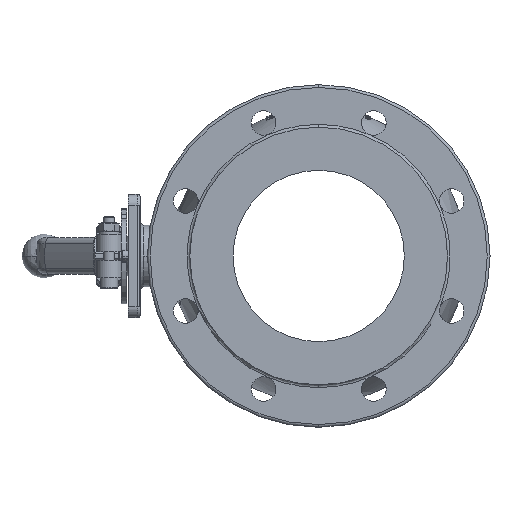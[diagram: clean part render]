
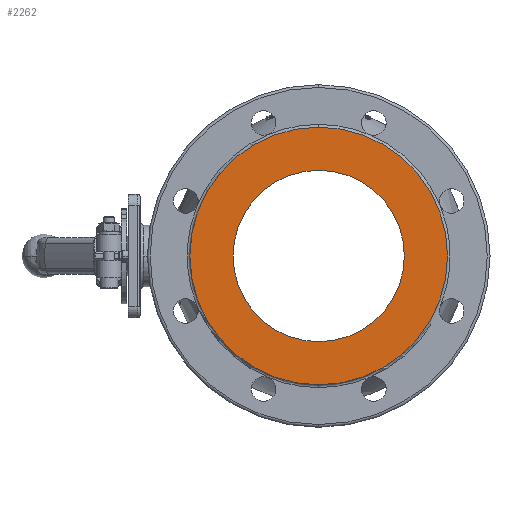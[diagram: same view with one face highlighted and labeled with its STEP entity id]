
A CAD part, left-side view. The second image highlights one B-rep face of the part: STEP entity #2262.
In plain terms, the highlighted planar face has unit normal (-1, 0, 0).
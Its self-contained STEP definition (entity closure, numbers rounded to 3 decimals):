
#2262=ADVANCED_FACE('',(#4612,#4613),#4614,.T.);
#4612=FACE_OUTER_BOUND('',#9385,.T.);
#4613=FACE_BOUND('',#9386,.T.);
#4614=PLANE('',#9387);
#9385=EDGE_LOOP('',(#16079,#16080));
#9386=EDGE_LOOP('',(#16081,#16082));
#9387=AXIS2_PLACEMENT_3D('',#16083,#16084,#16085);
#16079=ORIENTED_EDGE('',*,*,#16391,.F.);
#16080=ORIENTED_EDGE('',*,*,#19130,.F.);
#16081=ORIENTED_EDGE('',*,*,#16798,.T.);
#16082=ORIENTED_EDGE('',*,*,#18026,.T.);
#16083=CARTESIAN_POINT('',(-71.5,40.0,0.0));
#16084=DIRECTION('',(-1.0,0.0,0.0));
#16085=DIRECTION('',(0.0,0.0,1.0));
#16391=EDGE_CURVE('',#19342,#19344,#19345,.T.);
#16798=EDGE_CURVE('',#20084,#20081,#20085,.T.);
#18026=EDGE_CURVE('',#20081,#20084,#21884,.T.);
#19130=EDGE_CURVE('',#19344,#19342,#23364,.T.);
#19342=VERTEX_POINT('',#23766);
#19344=VERTEX_POINT('',#23769);
#19345=CIRCLE('',#23770,94.0);
#20081=VERTEX_POINT('',#25283);
#20084=VERTEX_POINT('',#25287);
#20085=CIRCLE('',#25288,62.5);
#21884=CIRCLE('',#29394,62.5);
#23364=CIRCLE('',#32817,94.0);
#23766=CARTESIAN_POINT('',(-71.5,87.0,0.0));
#23769=CARTESIAN_POINT('',(-71.5,-101.0,0.));
#23770=AXIS2_PLACEMENT_3D('',#33089,#33090,#33091);
#25283=CARTESIAN_POINT('',(-71.5,-7.,62.5));
#25287=CARTESIAN_POINT('',(-71.5,-7.,-62.5));
#25288=AXIS2_PLACEMENT_3D('',#33717,#33718,#33719);
#29394=AXIS2_PLACEMENT_3D('',#35153,#35154,#35155);
#32817=AXIS2_PLACEMENT_3D('',#36307,#36308,#36309);
#33089=CARTESIAN_POINT('',(-71.5,-7.0,0.0));
#33090=DIRECTION('',(1.0,0.0,0.0));
#33091=DIRECTION('',(0.0,1.0,0.0));
#33717=CARTESIAN_POINT('',(-71.5,-7.,0.0));
#33718=DIRECTION('',(1.0,0.0,-0.0));
#33719=DIRECTION('',(0.0,0.0,1.0));
#35153=CARTESIAN_POINT('',(-71.5,-7.,0.0));
#35154=DIRECTION('',(1.0,0.0,-0.0));
#35155=DIRECTION('',(0.0,0.0,1.0));
#36307=CARTESIAN_POINT('',(-71.5,-7.0,0.0));
#36308=DIRECTION('',(1.0,0.0,0.0));
#36309=DIRECTION('',(0.0,1.0,0.0));
